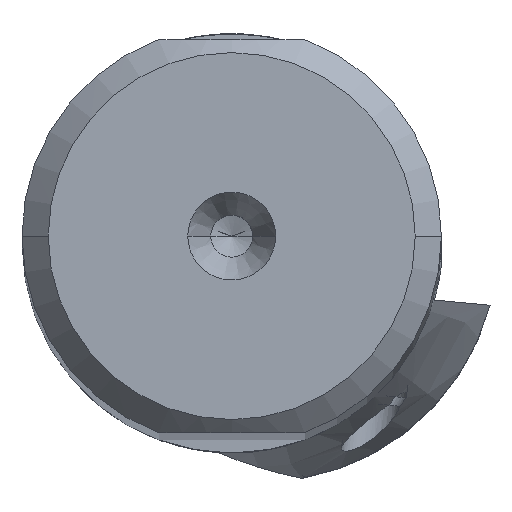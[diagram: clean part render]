
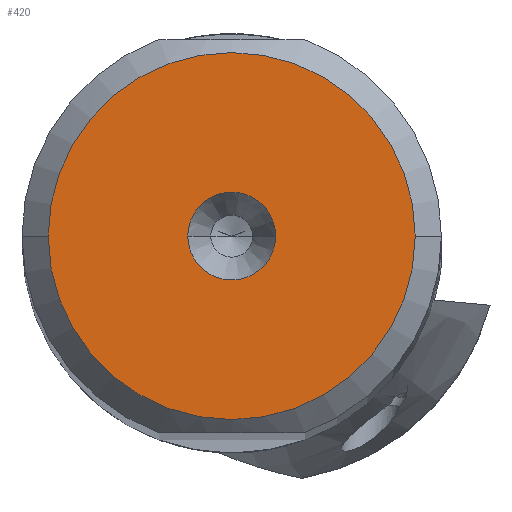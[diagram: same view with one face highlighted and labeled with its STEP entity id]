
A CAD part, top view. The second image highlights one B-rep face of the part: STEP entity #420.
In plain terms, the highlighted planar face has unit normal (0, 0, 1).
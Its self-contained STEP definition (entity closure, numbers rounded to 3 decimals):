
#107=PLANE('',#1849);
#420=ADVANCED_FACE('',(#484,#485),#107,.T.);
#484=FACE_BOUND('',#534,.T.);
#485=FACE_BOUND('',#535,.T.);
#534=EDGE_LOOP('',(#927,#928,#929,#930));
#535=EDGE_LOOP('',(#931,#932));
#927=ORIENTED_EDGE('',*,*,#1471,.T.);
#928=ORIENTED_EDGE('',*,*,#1475,.T.);
#929=ORIENTED_EDGE('',*,*,#1474,.T.);
#930=ORIENTED_EDGE('',*,*,#1472,.T.);
#931=ORIENTED_EDGE('',*,*,#1484,.T.);
#932=ORIENTED_EDGE('',*,*,#1485,.T.);
#1258=VERTEX_POINT('',#3292);
#1259=VERTEX_POINT('',#3294);
#1260=VERTEX_POINT('',#3296);
#1261=VERTEX_POINT('',#3300);
#1267=VERTEX_POINT('',#3326);
#1268=VERTEX_POINT('',#3327);
#1471=EDGE_CURVE('',#1259,#1258,#1612,.T.);
#1472=EDGE_CURVE('',#1260,#1259,#1613,.T.);
#1474=EDGE_CURVE('',#1261,#1260,#1614,.T.);
#1475=EDGE_CURVE('',#1258,#1261,#1615,.T.);
#1484=EDGE_CURVE('',#1267,#1268,#1619,.T.);
#1485=EDGE_CURVE('',#1268,#1267,#1620,.T.);
#1612=CIRCLE('',#1835,7.);
#1613=CIRCLE('',#1836,7.);
#1614=CIRCLE('',#1838,7.);
#1615=CIRCLE('',#1839,7.);
#1619=CIRCLE('',#1847,1.675);
#1620=CIRCLE('',#1848,1.675);
#1835=AXIS2_PLACEMENT_3D('',#3293,#2193,#2194);
#1836=AXIS2_PLACEMENT_3D('',#3295,#2195,#2196);
#1838=AXIS2_PLACEMENT_3D('',#3299,#2200,#2201);
#1839=AXIS2_PLACEMENT_3D('',#3301,#2202,#2203);
#1847=AXIS2_PLACEMENT_3D('',#3325,#2221,#2222);
#1848=AXIS2_PLACEMENT_3D('',#3328,#2223,#2224);
#1849=AXIS2_PLACEMENT_3D('',#3329,#2225,#2226);
#2193=DIRECTION('',(0.,0.,1.));
#2194=DIRECTION('',(0.,-1.,0.));
#2195=DIRECTION('',(0.,0.,1.));
#2196=DIRECTION('',(-1.,0.,0.));
#2200=DIRECTION('',(0.,0.,1.));
#2201=DIRECTION('',(0.,1.,0.));
#2202=DIRECTION('',(0.,0.,1.));
#2203=DIRECTION('',(1.,0.,0.));
#2221=DIRECTION('',(0.,0.,-1.));
#2222=DIRECTION('',(1.,0.,0.));
#2223=DIRECTION('',(0.,0.,-1.));
#2224=DIRECTION('',(-1.,0.,0.));
#2225=DIRECTION('',(0.,0.,1.));
#2226=DIRECTION('',(1.,0.,0.));
#3292=CARTESIAN_POINT('',(7.,0.,0.));
#3293=CARTESIAN_POINT('',(0.,0.,0.));
#3294=CARTESIAN_POINT('',(0.,-7.,0.));
#3295=CARTESIAN_POINT('',(0.,0.,0.));
#3296=CARTESIAN_POINT('',(-7.,0.,0.));
#3299=CARTESIAN_POINT('',(0.,0.,0.));
#3300=CARTESIAN_POINT('',(0.,7.,0.));
#3301=CARTESIAN_POINT('',(0.,0.,0.));
#3325=CARTESIAN_POINT('',(0.,0.,0.));
#3326=CARTESIAN_POINT('',(1.675,0.,0.));
#3327=CARTESIAN_POINT('',(-1.675,0.,0.));
#3328=CARTESIAN_POINT('',(0.,0.,0.));
#3329=CARTESIAN_POINT('',(0.,0.,0.));
